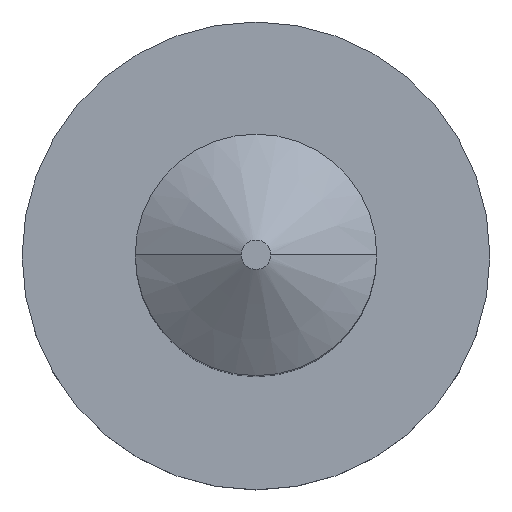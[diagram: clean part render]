
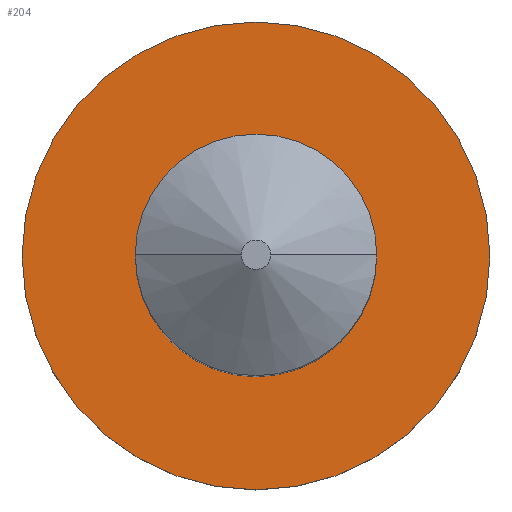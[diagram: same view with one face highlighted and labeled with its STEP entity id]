
A CAD part, top view. The second image highlights one B-rep face of the part: STEP entity #204.
In plain terms, the highlighted planar face has unit normal (0, 0, 1).
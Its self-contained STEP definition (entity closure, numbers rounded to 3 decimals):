
#1 = CARTESIAN_POINT ( 'NONE',  ( -35.304, 0., 10. ) ) ;
#15 = DIRECTION ( 'NONE',  ( 1., 0., 0. ) ) ;
#25 = CIRCLE ( 'NONE', #199, 35.304 ) ;
#26 = VERTEX_POINT ( 'NONE', #1 ) ;
#35 = EDGE_LOOP ( 'NONE', ( #305, #280 ) ) ;
#42 = CARTESIAN_POINT ( 'NONE',  ( 0., 0., 10. ) ) ;
#48 = EDGE_CURVE ( 'NONE', #73, #60, #155, .T. ) ;
#55 = CARTESIAN_POINT ( 'NONE',  ( -18.229, 0., 10. ) ) ;
#56 = DIRECTION ( 'NONE',  ( 0., 0., 1. ) ) ;
#59 = EDGE_CURVE ( 'NONE', #26, #225, #25, .T. ) ;
#60 = VERTEX_POINT ( 'NONE', #55 ) ;
#73 = VERTEX_POINT ( 'NONE', #124 ) ;
#87 = PLANE ( 'NONE',  #127 ) ;
#91 = AXIS2_PLACEMENT_3D ( 'NONE', #286, #56, #211 ) ;
#100 = CARTESIAN_POINT ( 'NONE',  ( 0., 0., 10. ) ) ;
#106 = DIRECTION ( 'NONE',  ( 0., 0., 1. ) ) ;
#108 = DIRECTION ( 'NONE',  ( 1., 0., 0. ) ) ;
#123 = EDGE_LOOP ( 'NONE', ( #295, #250 ) ) ;
#124 = CARTESIAN_POINT ( 'NONE',  ( 18.229, 0., 10. ) ) ;
#127 = AXIS2_PLACEMENT_3D ( 'NONE', #147, #150, #15 ) ;
#147 = CARTESIAN_POINT ( 'NONE',  ( 0., 0., 10. ) ) ;
#150 = DIRECTION ( 'NONE',  ( 0., 0., 1. ) ) ;
#155 = CIRCLE ( 'NONE', #91, 18.229 ) ;
#160 = EDGE_CURVE ( 'NONE', #225, #26, #279, .T. ) ;
#177 = FACE_OUTER_BOUND ( 'NONE', #35, .T. ) ;
#196 = DIRECTION ( 'NONE',  ( 1., 0., 0. ) ) ;
#197 = AXIS2_PLACEMENT_3D ( 'NONE', #214, #106, #108 ) ;
#199 = AXIS2_PLACEMENT_3D ( 'NONE', #100, #234, #256 ) ;
#204 = ADVANCED_FACE ( 'NONE', ( #284, #177 ), #87, .T. ) ;
#211 = DIRECTION ( 'NONE',  ( 1., 0., 0. ) ) ;
#214 = CARTESIAN_POINT ( 'NONE',  ( 0., 0., 10. ) ) ;
#215 = DIRECTION ( 'NONE',  ( 0., 0., 1. ) ) ;
#225 = VERTEX_POINT ( 'NONE', #238 ) ;
#234 = DIRECTION ( 'NONE',  ( 0., 0., 1. ) ) ;
#238 = CARTESIAN_POINT ( 'NONE',  ( 35.304, 0., 10. ) ) ;
#249 = AXIS2_PLACEMENT_3D ( 'NONE', #42, #215, #196 ) ;
#250 = ORIENTED_EDGE ( 'NONE', *, *, #48, .F. ) ;
#256 = DIRECTION ( 'NONE',  ( 1., 0., 0. ) ) ;
#260 = EDGE_CURVE ( 'NONE', #60, #73, #292, .T. ) ;
#279 = CIRCLE ( 'NONE', #249, 35.304 ) ;
#280 = ORIENTED_EDGE ( 'NONE', *, *, #160, .T. ) ;
#284 = FACE_BOUND ( 'NONE', #123, .T. ) ;
#286 = CARTESIAN_POINT ( 'NONE',  ( 0., 0., 10. ) ) ;
#292 = CIRCLE ( 'NONE', #197, 18.229 ) ;
#295 = ORIENTED_EDGE ( 'NONE', *, *, #260, .F. ) ;
#305 = ORIENTED_EDGE ( 'NONE', *, *, #59, .T. ) ;
